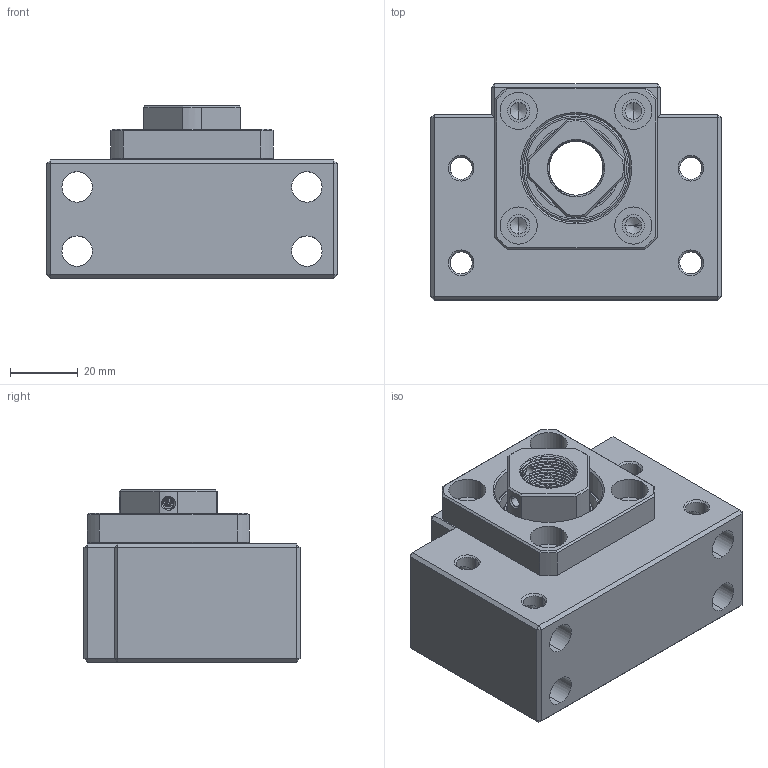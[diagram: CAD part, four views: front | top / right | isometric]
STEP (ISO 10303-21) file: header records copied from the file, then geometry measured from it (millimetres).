
FILE_DESCRIPTION (( 'STEP AP203' ), '1' );
FILE_NAME ('BK17²Õ¦X.STEP', '2010-07-02T00:40:44', ( '' ), ( '' ), 'SwSTEP 2.0', 'SolidWorks 2008', '' );
FILE_SCHEMA (( 'CONFIG_CONTROL_DESIGN' ));
Length unit declared in the file: millimetre
Products named in the file (1): BK17組合
Bounding box: 86 x 64 x 51 mm (x, y, z)
Volume: 157795.8 mm3; surface area: 65579 mm2
Topology: 35 solids, 35 shells, 561 faces, 1461 edges, 864 vertices
Faces by surface type: cylinder 218, bspline 160, plane 109, cone 74
Entity records: 31663 total; most frequent: CARTESIAN_POINT 19310, ORIENTED_EDGE 2730, DIRECTION 2332, EDGE_CURVE 1365, AXIS2_PLACEMENT_3D 961, VERTEX_POINT 864, EDGE_LOOP 665, ADVANCED_FACE 561
